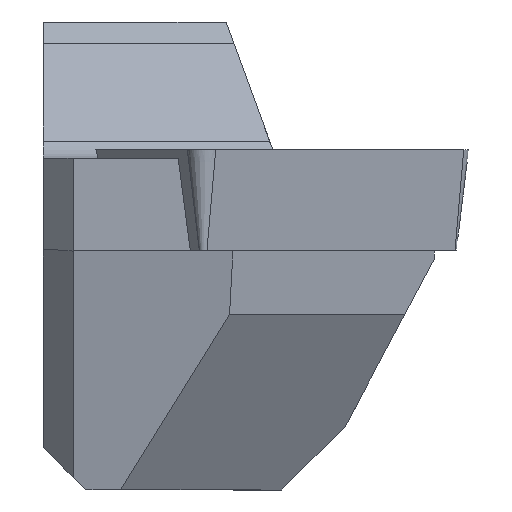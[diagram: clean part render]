
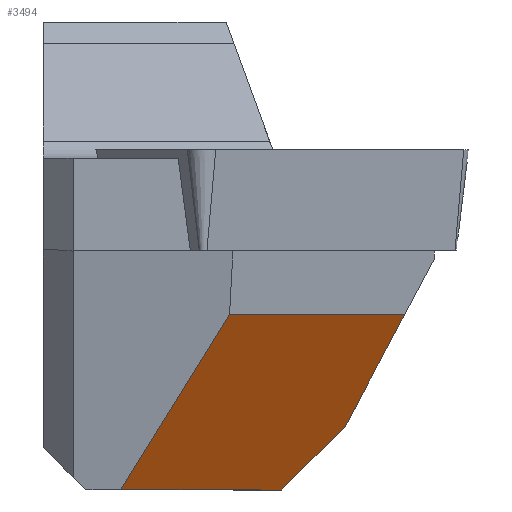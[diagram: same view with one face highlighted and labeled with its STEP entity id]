
A CAD part, left-side view. The second image highlights one B-rep face of the part: STEP entity #3494.
In plain terms, the highlighted planar face has unit normal (-0.612, -0.612, -0.5).
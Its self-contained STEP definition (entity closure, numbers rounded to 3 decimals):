
#1 = DIRECTION ( 'NONE',  ( -0.129, 0.701, -0.701 ) ) ;
#124 = CARTESIAN_POINT ( 'NONE',  ( -0.872, -11.262, 7.206 ) ) ;
#201 = CARTESIAN_POINT ( 'NONE',  ( 38.378, -41.461, -3.88 ) ) ;
#346 = CARTESIAN_POINT ( 'NONE',  ( 3.71, -11.667, 2.089 ) ) ;
#414 = LINE ( 'NONE', #346, #2398 ) ;
#465 = VECTOR ( 'NONE', #1, 1000. ) ;
#496 = VERTEX_POINT ( 'NONE', #811 ) ;
#553 = CARTESIAN_POINT ( 'NONE',  ( 38.378, -41.461, -3.88 ) ) ;
#671 = LINE ( 'NONE', #1934, #465 ) ;
#811 = CARTESIAN_POINT ( 'NONE',  ( 6.156, -7.1, -6.5 ) ) ;
#820 = ORIENTED_EDGE ( 'NONE', *, *, #1588, .F. ) ;
#949 = DIRECTION ( 'NONE',  ( 0.164, 0.52, -0.838 ) ) ;
#993 = VERTEX_POINT ( 'NONE', #3349 ) ;
#1043 = VERTEX_POINT ( 'NONE', #1477 ) ;
#1058 = VECTOR ( 'NONE', #949, 1000. ) ;
#1066 = VECTOR ( 'NONE', #2439, 1000. ) ;
#1095 = ORIENTED_EDGE ( 'NONE', *, *, #2237, .F. ) ;
#1135 = LINE ( 'NONE', #124, #1058 ) ;
#1142 = EDGE_CURVE ( 'NONE', #993, #3198, #1135, .T. ) ;
#1321 = VECTOR ( 'NONE', #1735, 1000. ) ;
#1445 = LINE ( 'NONE', #553, #1066 ) ;
#1462 = DIRECTION ( 'NONE',  ( 0.244, 0.455, -0.856 ) ) ;
#1477 = CARTESIAN_POINT ( 'NONE',  ( 5.881, -5.6, -8. ) ) ;
#1509 = CARTESIAN_POINT ( 'NONE',  ( 40.06, -39.779, -8. ) ) ;
#1588 = EDGE_CURVE ( 'NONE', #2070, #496, #414, .T. ) ;
#1602 = ORIENTED_EDGE ( 'NONE', *, *, #3107, .F. ) ;
#1735 = DIRECTION ( 'NONE',  ( -0.707, 0.707, 0. ) ) ;
#1824 = PLANE ( 'NONE',  #2525 ) ;
#1934 = CARTESIAN_POINT ( 'NONE',  ( 10.027, -28.192, 14.592 ) ) ;
#2070 = VERTEX_POINT ( 'NONE', #3136 ) ;
#2170 = LINE ( 'NONE', #1509, #1321 ) ;
#2237 = EDGE_CURVE ( 'NONE', #1043, #3198, #2170, .T. ) ;
#2398 = VECTOR ( 'NONE', #1462, 1000. ) ;
#2439 = DIRECTION ( 'NONE',  ( -0.707, 0.707, 0. ) ) ;
#2525 = AXIS2_PLACEMENT_3D ( 'NONE', #201, #2674, #3189 ) ;
#2613 = FACE_OUTER_BOUND ( 'NONE', #2877, .T. ) ;
#2674 = DIRECTION ( 'NONE',  ( 0.612, 0.612, 0.5 ) ) ;
#2816 = CARTESIAN_POINT ( 'NONE',  ( 2.099, -1.818, -8. ) ) ;
#2859 = ORIENTED_EDGE ( 'NONE', *, *, #1142, .T. ) ;
#2877 = EDGE_LOOP ( 'NONE', ( #1095, #1602, #820, #3104, #2859 ) ) ;
#2921 = EDGE_CURVE ( 'NONE', #2070, #993, #1445, .T. ) ;
#3104 = ORIENTED_EDGE ( 'NONE', *, *, #2921, .T. ) ;
#3107 = EDGE_CURVE ( 'NONE', #496, #1043, #671, .T. ) ;
#3136 = CARTESIAN_POINT ( 'NONE',  ( 5.41, -8.493, -3.88 ) ) ;
#3189 = DIRECTION ( 'NONE',  ( -0.707, 0.707, 0. ) ) ;
#3198 = VERTEX_POINT ( 'NONE', #2816 ) ;
#3349 = CARTESIAN_POINT ( 'NONE',  ( 1.294, -4.377, -3.88 ) ) ;
#3494 = ADVANCED_FACE ( 'NONE', ( #2613 ), #1824, .F. ) ;
